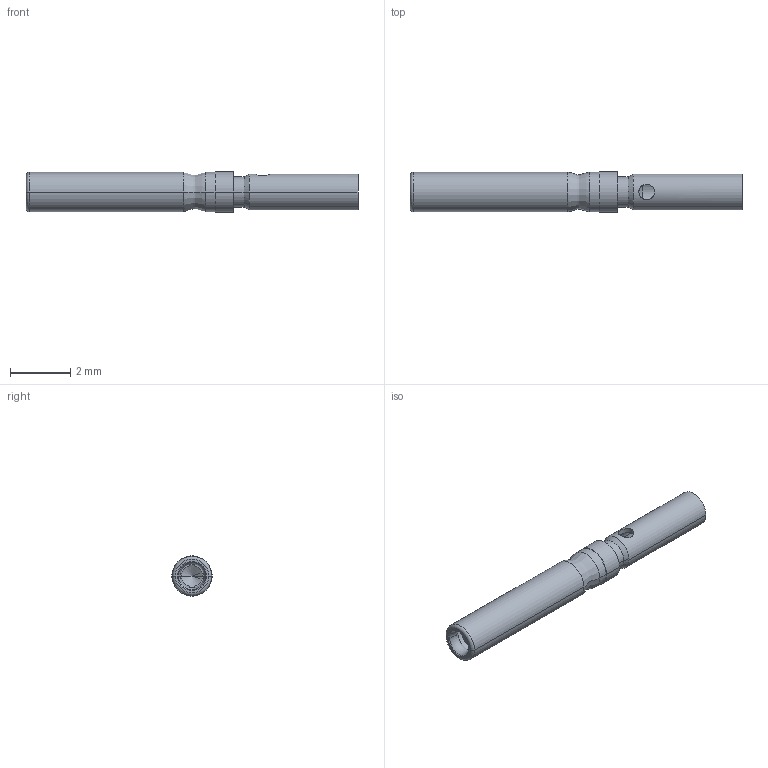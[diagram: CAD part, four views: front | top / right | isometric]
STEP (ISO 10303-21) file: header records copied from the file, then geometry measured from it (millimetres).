
FILE_DESCRIPTION((''),'2;1');
FILE_NAME('00170400102','2020-01-20T',('presta_be4'),(''),'CREO PARAMETRIC BY PTC INC, 2018360','CREO PARAMETRIC BY PTC INC, 2018360','');
FILE_SCHEMA(('CONFIG_CONTROL_DESIGN'));
Length unit declared in the file: millimetre
Products named in the file (1): 00170400102
Bounding box: 10.98 x 1.33 x 1.33 mm (x, y, z)
Volume: 8.4 mm3; surface area: 96.7 mm2
Topology: 1 solids, 3 shells, 94 faces, 239 edges, 142 vertices
Faces by surface type: cone 36, cylinder 26, plane 16, torus 10, revolution 6
Entity records: 3305 total; most frequent: CARTESIAN_POINT 1046, ORIENTED_EDGE 470, DIRECTION 462, EDGE_CURVE 235, AXIS2_PLACEMENT_3D 193, VERTEX_POINT 142, CIRCLE 105, EDGE_LOOP 101
